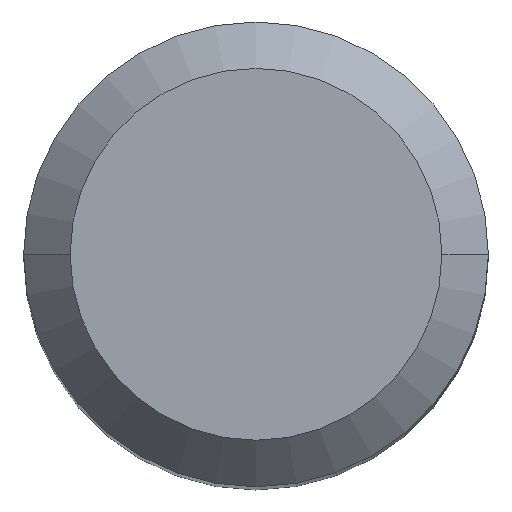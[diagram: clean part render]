
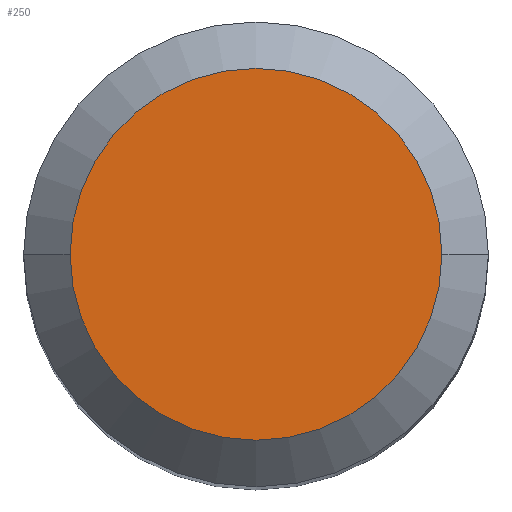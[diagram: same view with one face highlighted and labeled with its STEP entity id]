
A CAD part, top view. The second image highlights one B-rep face of the part: STEP entity #250.
In plain terms, the highlighted planar face has unit normal (0, 0, 1).
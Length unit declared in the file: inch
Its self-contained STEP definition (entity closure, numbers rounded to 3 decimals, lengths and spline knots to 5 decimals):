
#9 = ORIENTED_EDGE ( 'NONE', *, *, #270, .T. ) ;
#14 = DIRECTION ( 'NONE',  ( 1., 0., 0. ) ) ;
#45 = DIRECTION ( 'NONE',  ( 0., 0., 1. ) ) ;
#55 = VERTEX_POINT ( 'NONE', #156 ) ;
#83 = EDGE_CURVE ( 'NONE', #55, #466, #362, .T. ) ;
#120 = CARTESIAN_POINT ( 'NONE',  ( 0.15748, 0., 0. ) ) ;
#129 = DIRECTION ( 'NONE',  ( 0., 0., 1. ) ) ;
#134 = ORIENTED_EDGE ( 'NONE', *, *, #83, .T. ) ;
#156 = CARTESIAN_POINT ( 'NONE',  ( -0.15748, 0., 0. ) ) ;
#169 = CARTESIAN_POINT ( 'NONE',  ( 0., 0., 0. ) ) ;
#194 = EDGE_LOOP ( 'NONE', ( #134, #9 ) ) ;
#231 = CARTESIAN_POINT ( 'NONE',  ( 0., 0., 0. ) ) ;
#250 = ADVANCED_FACE ( 'NONE', ( #392 ), #297, .F. ) ;
#270 = EDGE_CURVE ( 'NONE', #466, #55, #328, .T. ) ;
#284 = DIRECTION ( 'NONE',  ( -1., 0., 0. ) ) ;
#297 = PLANE ( 'NONE',  #314 ) ;
#314 = AXIS2_PLACEMENT_3D ( 'NONE', #361, #447, #284 ) ;
#328 = CIRCLE ( 'NONE', #404, 0.15748 ) ;
#342 = DIRECTION ( 'NONE',  ( 1., 0., 0. ) ) ;
#361 = CARTESIAN_POINT ( 'NONE',  ( 0., 0., 0. ) ) ;
#362 = CIRCLE ( 'NONE', #430, 0.15748 ) ;
#392 = FACE_OUTER_BOUND ( 'NONE', #194, .T. ) ;
#404 = AXIS2_PLACEMENT_3D ( 'NONE', #169, #129, #14 ) ;
#430 = AXIS2_PLACEMENT_3D ( 'NONE', #231, #45, #342 ) ;
#447 = DIRECTION ( 'NONE',  ( 0., 0., -1. ) ) ;
#466 = VERTEX_POINT ( 'NONE', #120 ) ;
